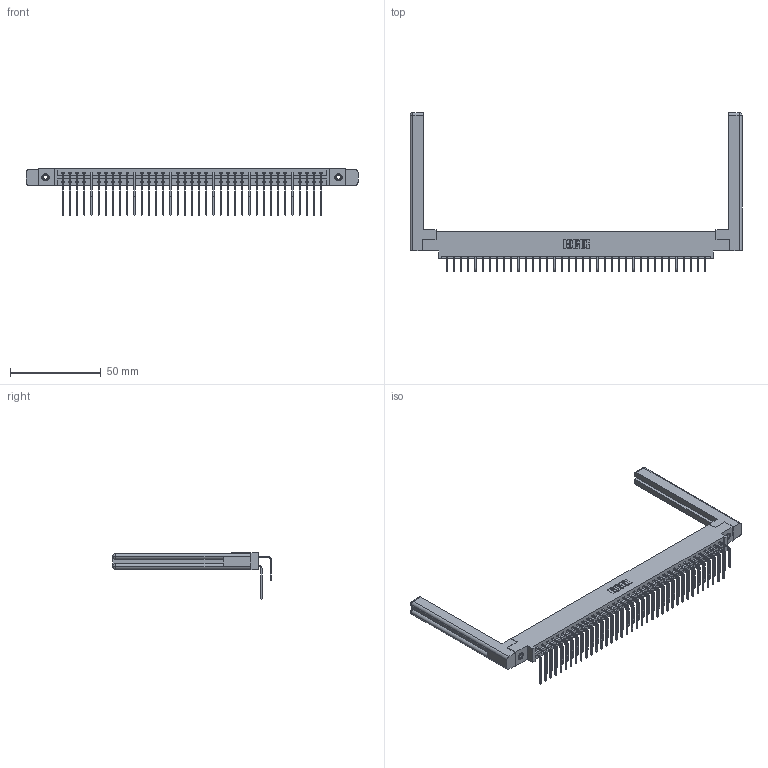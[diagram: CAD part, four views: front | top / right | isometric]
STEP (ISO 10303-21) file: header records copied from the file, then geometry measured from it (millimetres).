
FILE_DESCRIPTION (( 'STEP AP203' ), '1' );
FILE_NAME ('337-074-558-858.STEP', '2019-10-15T12:50:18', ( '' ), ( '' ), 'SwSTEP 2.0', 'SolidWorks 2016', '' );
FILE_SCHEMA (( 'CONFIG_CONTROL_DESIGN' ));
Length unit declared in the file: inch
Products named in the file (6): 337-074-558-858; 307-220-058; 345-292-001_558 559 Tail - 1; 345-292-001_558 Tail - 2; 345-250-001_345-250-001-102; 337 Part_0.170 Offset - 0.156 Dia-TI
Assembly tree (79 placements, depth 2):
  337-074-558-858
    337 Part_0.170 Offset - 0.156 Dia-TI
    345-292-001_558 559 Tail - 1  x37
    345-292-001_558 Tail - 2  x37
    345-250-001_345-250-001-102  x2
    307-220-058  x2
Bounding box: 183.24 x 87.57 x 25.53 mm (x, y, z)
Volume: 26696 mm3; surface area: 29354.9 mm2
Topology: 79 solids, 79 shells, 4404 faces, 13035 edges, 8578 vertices
Faces by surface type: plane 3118, cylinder 1262, cone 12, torus 12
Entity records: 33884 total; most frequent: CARTESIAN_POINT 5768, ORIENTED_EDGE 5592, DIRECTION 4912, EDGE_CURVE 2796, VECTOR 2580, LINE 2580, VERTEX_POINT 1854, AXIS2_PLACEMENT_3D 1166
